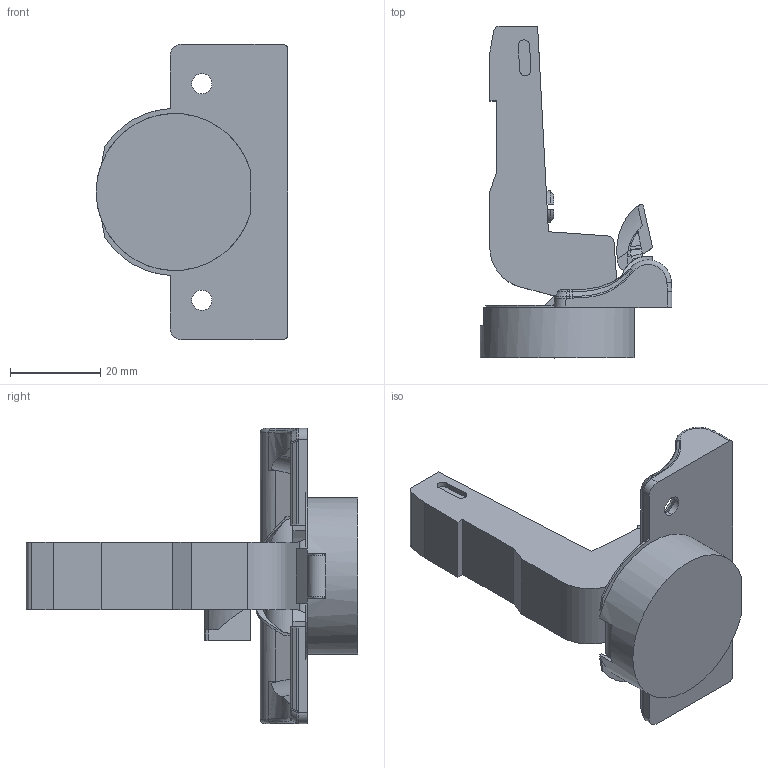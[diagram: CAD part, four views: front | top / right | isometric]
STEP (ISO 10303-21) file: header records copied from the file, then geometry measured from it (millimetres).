
FILE_DESCRIPTION((''),'2;1');
FILE_NAME('242-0979-IMS','2022-12-23T11:55:13',('marino.prodan'),('Audax d.o.o.'),'CREO PARAMETRIC BY PTC INC, 2021304','CREO PARAMETRIC BY PTC INC, 2021304','');
FILE_SCHEMA(('AUTOMOTIVE_DESIGN { 1 0 10303 214 1 1 1 1 }'));
Length unit declared in the file: millimetre
Products named in the file (1): 242-0979-IMS
Bounding box: 42.45 x 73.53 x 65.4 mm (x, y, z)
Volume: 29023.1 mm3; surface area: 15227.8 mm2
Topology: 1 solids, 1 shells, 345 faces, 998 edges, 665 vertices
Faces by surface type: plane 197, cylinder 76, bspline 45, torus 13, cone 11, extrusion 3
Entity records: 16984 total; most frequent: CARTESIAN_POINT 4794, ORIENTED_EDGE 1996, DIRECTION 1609, PRESENTATION_STYLE_ASSIGNMENT 999, STYLED_ITEM 999, CURVE_STYLE 998, EDGE_CURVE 998, VERTEX_POINT 665
